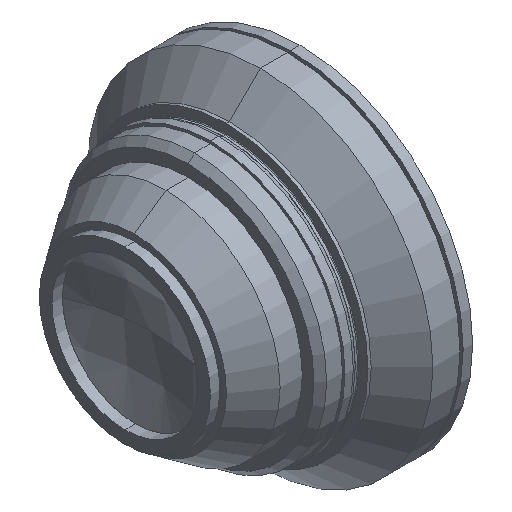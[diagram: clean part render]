
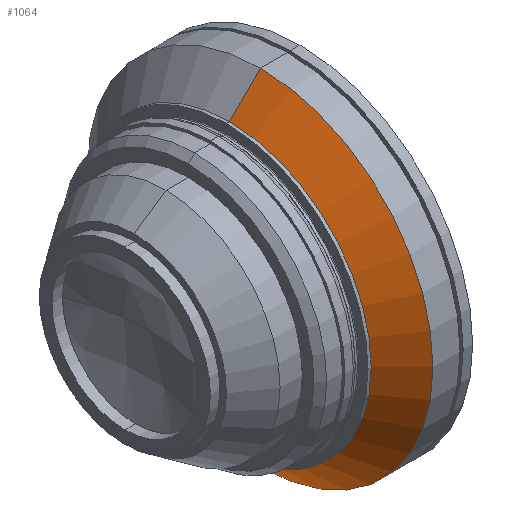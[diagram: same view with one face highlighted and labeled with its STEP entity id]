
A CAD part, isometric view. The second image highlights one B-rep face of the part: STEP entity #1064.
In plain terms, the highlighted conical face has half-angle 45 degrees and reference radius 54.5 mm.
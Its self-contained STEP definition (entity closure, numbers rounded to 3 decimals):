
#6 = EDGE_CURVE ( 'NONE', #938, #587, #356, .T. ) ;
#36 = DIRECTION ( 'NONE',  ( 0.707, 0., 0.707 ) ) ;
#78 = DIRECTION ( 'NONE',  ( 1., 0., 0. ) ) ;
#104 = VECTOR ( 'NONE', #36, 1000. ) ;
#131 = LINE ( 'NONE', #205, #627 ) ;
#205 = CARTESIAN_POINT ( 'NONE',  ( 42.75, 0., -54.5 ) ) ;
#218 = DIRECTION ( 'NONE',  ( 0.707, 0., -0.707 ) ) ;
#224 = ORIENTED_EDGE ( 'NONE', *, *, #1069, .F. ) ;
#245 = EDGE_CURVE ( 'NONE', #1044, #587, #641, .T. ) ;
#254 = EDGE_LOOP ( 'NONE', ( #414, #224, #656, #838 ) ) ;
#259 = FACE_OUTER_BOUND ( 'NONE', #254, .T. ) ;
#272 = AXIS2_PLACEMENT_3D ( 'NONE', #1021, #812, #1114 ) ;
#298 = CONICAL_SURFACE ( 'NONE', #1023, 54.5, 0.785 ) ;
#356 = LINE ( 'NONE', #761, #104 ) ;
#366 = CARTESIAN_POINT ( 'NONE',  ( 33., 0., 44.75 ) ) ;
#414 = ORIENTED_EDGE ( 'NONE', *, *, #6, .F. ) ;
#480 = DIRECTION ( 'NONE',  ( -1., 0., 0. ) ) ;
#481 = CARTESIAN_POINT ( 'NONE',  ( 33., 0., -44.75 ) ) ;
#574 = DIRECTION ( 'NONE',  ( 0., 0., -1. ) ) ;
#587 = VERTEX_POINT ( 'NONE', #896 ) ;
#627 = VECTOR ( 'NONE', #218, 1000. ) ;
#641 = CIRCLE ( 'NONE', #272, 54.5 ) ;
#656 = ORIENTED_EDGE ( 'NONE', *, *, #783, .T. ) ;
#761 = CARTESIAN_POINT ( 'NONE',  ( 42.75, 0., 54.5 ) ) ;
#783 = EDGE_CURVE ( 'NONE', #934, #1044, #131, .T. ) ;
#812 = DIRECTION ( 'NONE',  ( -1., 0., 0. ) ) ;
#838 = ORIENTED_EDGE ( 'NONE', *, *, #245, .T. ) ;
#855 = CARTESIAN_POINT ( 'NONE',  ( 42.75, 0., 0. ) ) ;
#870 = AXIS2_PLACEMENT_3D ( 'NONE', #1049, #480, #1148 ) ;
#896 = CARTESIAN_POINT ( 'NONE',  ( 42.75, 0., 54.5 ) ) ;
#934 = VERTEX_POINT ( 'NONE', #481 ) ;
#938 = VERTEX_POINT ( 'NONE', #366 ) ;
#1021 = CARTESIAN_POINT ( 'NONE',  ( 42.75, 0., 0. ) ) ;
#1023 = AXIS2_PLACEMENT_3D ( 'NONE', #855, #78, #574 ) ;
#1044 = VERTEX_POINT ( 'NONE', #1223 ) ;
#1049 = CARTESIAN_POINT ( 'NONE',  ( 33., 0., 0. ) ) ;
#1064 = ADVANCED_FACE ( 'NONE', ( #259 ), #298, .T. ) ;
#1069 = EDGE_CURVE ( 'NONE', #934, #938, #1215, .T. ) ;
#1114 = DIRECTION ( 'NONE',  ( 0., 0., 1. ) ) ;
#1148 = DIRECTION ( 'NONE',  ( 0., 0., 1. ) ) ;
#1215 = CIRCLE ( 'NONE', #870, 44.75 ) ;
#1223 = CARTESIAN_POINT ( 'NONE',  ( 42.75, 0., -54.5 ) ) ;
